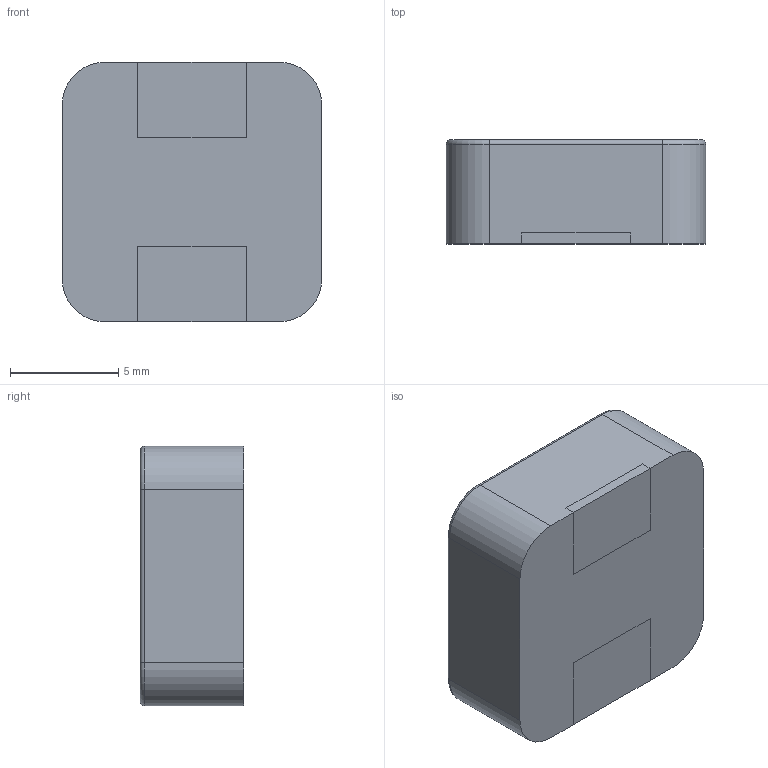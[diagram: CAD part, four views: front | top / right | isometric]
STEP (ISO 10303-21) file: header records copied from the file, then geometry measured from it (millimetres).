
FILE_DESCRIPTION (( 'STEP AP214' ), '1' );
FILE_NAME ('MSS1246-474KLB.STEP', '2018-10-14T16:17:43', ( '' ), ( '' ), 'SwSTEP 2.0', 'SolidWorks 2017', '' );
FILE_SCHEMA (( 'AUTOMOTIVE_DESIGN' ));
Length unit declared in the file: millimetre
Products named in the file (1): MSS1246-474KLB
Bounding box: 12 x 4.8 x 12 mm (x, y, z)
Volume: 664.8 mm3; surface area: 602 mm2
Topology: 3 solids, 3 shells, 66 faces, 153 edges, 95 vertices
Faces by surface type: torus 30, plane 28, cylinder 8
Entity records: 2010 total; most frequent: CARTESIAN_POINT 427, DIRECTION 340, ORIENTED_EDGE 306, EDGE_CURVE 153, AXIS2_PLACEMENT_3D 136, VERTEX_POINT 95, CIRCLE 69, VECTOR 68
